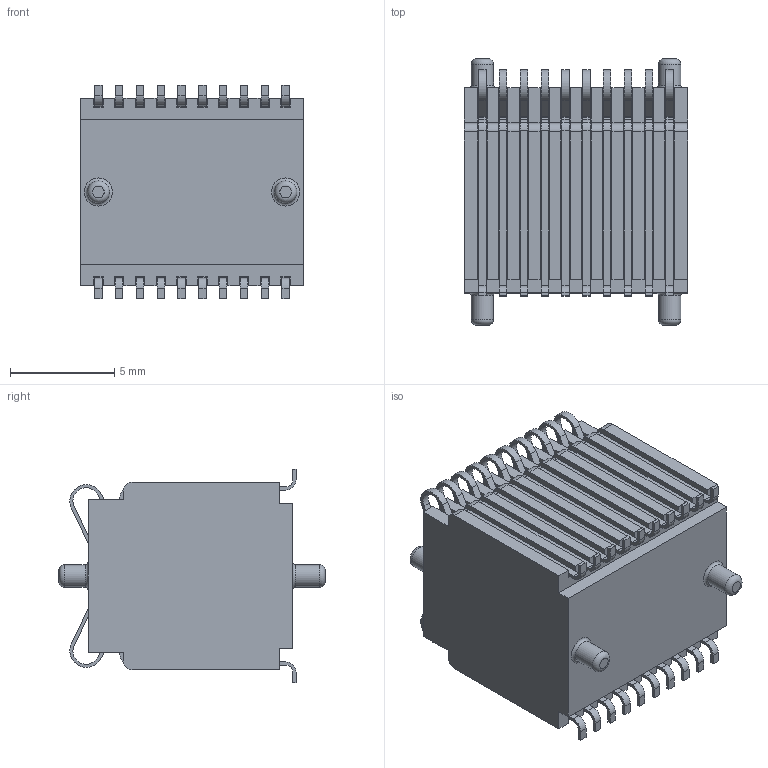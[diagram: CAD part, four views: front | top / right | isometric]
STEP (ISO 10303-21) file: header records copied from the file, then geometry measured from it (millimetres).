
FILE_DESCRIPTION( ( 'STEP AP214' ), '1' );
FILE_NAME( 'FSI-110-10-L-D-AD.stp', '2020-06-01T16:03:18', ( 'License CC BY-ND 4.0' ), ( 'CADENAS' ), ' ', 'PARTsolutions', ' ' );
FILE_SCHEMA( ( 'AUTOMOTIVE_DESIGN { 1 0 10303 214 1 1 1 1 }' ) );
Length unit declared in the file: millimetre
Products named in the file (3): FSI-110-10-L-D-AD; _FSI-110-10-G-D-AD_terminal; _FSI-110-10-D_pin
Assembly tree (3 placements, depth 2):
  FSI-110-10-L-D-AD
    _FSI-110-10-G-D-AD_terminal
    _FSI-110-10-D_pin  x2
Bounding box: 10.76 x 12.8 x 10.28 mm (x, y, z)
Volume: 859.3 mm3; surface area: 1375.4 mm2
Topology: 3 solids, 3 shells, 841 faces, 2478 edges, 1636 vertices
Faces by surface type: plane 625, cylinder 208, torus 8
Full cylindrical faces by diameter (mm): 1.07 x4
Entity records: 22124 total; most frequent: CARTESIAN_POINT 3157, ORIENTED_EDGE 3144, DIRECTION 2922, EDGE_CURVE 1572, LINE 1312, VECTOR 1312, VERTEX_POINT 1040, AXIS2_PLACEMENT_3D 805
